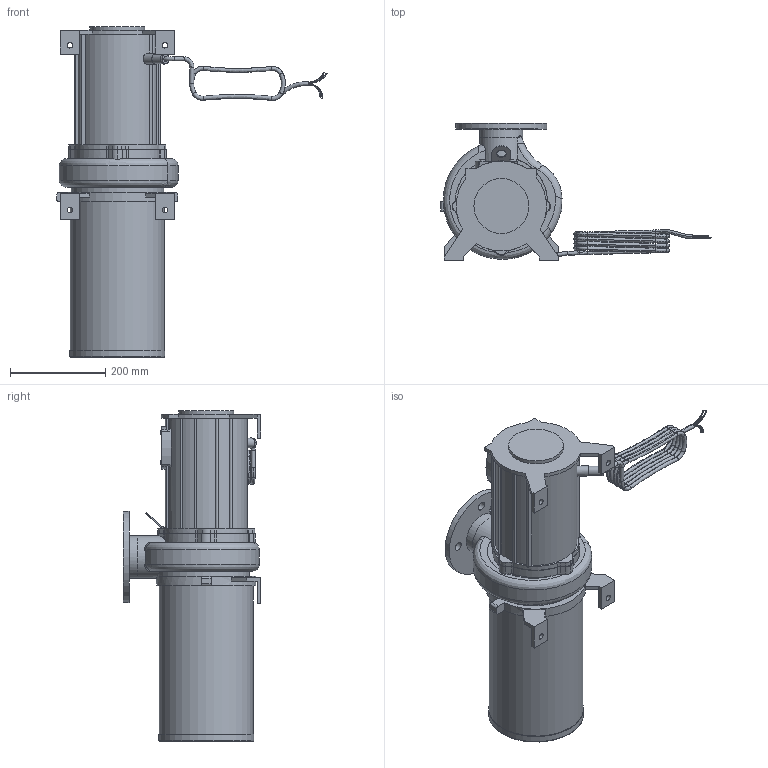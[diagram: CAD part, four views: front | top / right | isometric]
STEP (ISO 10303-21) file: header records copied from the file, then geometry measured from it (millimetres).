
FILE_DESCRIPTION(/* description */ (''),/* implementation_level */ '2;1');
FILE_NAME(/* name */ '55735 USP813 D.stp',/* time_stamp */ '2015-05-21T08:47:40+02:00',/* author */ ('guzb562'),/* organization */ (''),/* preprocessor_version */ 'ST-DEVELOPER v15.6',/* originating_system */ 'Autodesk Inventor 2015',/* authorisation */ '');
FILE_SCHEMA (('AUTOMOTIVE_DESIGN { 1 0 10303 214 3 1 1 }'));
Length unit declared in the file: millimetre
Products named in the file (4): USP813 D; Filter für USP813 D; kabel_1_; 55735 USP813 D
Assembly tree (3 placements, depth 2):
  55735 USP813 D
    USP813 D
    Filter für USP813 D
    kabel_1_
Bounding box: 569.18 x 290 x 696 mm (x, y, z)
Volume: 11951440.2 mm3; surface area: 1020924.9 mm2
Topology: 3 solids, 3 shells, 563 faces, 1477 edges, 963 vertices
Faces by surface type: plane 270, bspline 170, cylinder 121, cone 1, torus 1
Full cylindrical faces by diameter (mm): 7.566 x4, 10.456 x1, 12 x4, 18 x4, 19.895 x1, 20 x1, 21.522 x1, 88 x1, 88.9 x1, 90 x1, 103.255 x1, 115.527 x1, 191.6 x1, 196 x1, 198 x1, 200 x1
Entity records: 34631 total; most frequent: CARTESIAN_POINT 21203, ORIENTED_EDGE 2886, DIRECTION 2338, EDGE_CURVE 1443, VERTEX_POINT 956, AXIS2_PLACEMENT_3D 795, LINE 748, VECTOR 748
